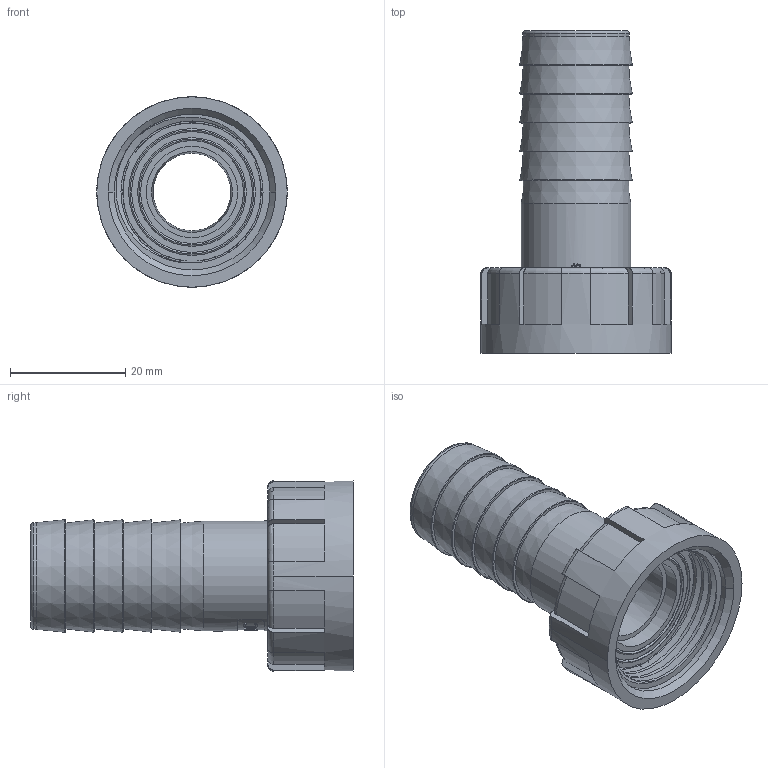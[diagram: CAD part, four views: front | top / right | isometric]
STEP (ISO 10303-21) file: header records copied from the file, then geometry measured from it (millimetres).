
FILE_DESCRIPTION(/* description */ (''),/* implementation_level */ '2;1');
FILE_NAME(/* name */ '3-4x19.stp',/* time_stamp */ '2025-03-27T20:08:03+08:00',/* author */ (''),/* organization */ (''),/* preprocessor_version */ 'ST-DEVELOPER v16.7',/* originating_system */ 'SIEMENS PLM Software NX 12.0',/* authorisation */ '');
FILE_SCHEMA (('AP203_CONFIGURATION_CONTROLLED_3D_DESIGN_OF_MECHANICAL_PARTS_AND_ASSEMBLIES_MIM_LF { 1 0 10303 403 2 1 2}'));
Length unit declared in the file: millimetre
Products named in the file (1): Admi577868FCs6x8
Bounding box: 33 x 55.9 x 33 mm (x, y, z)
Volume: 11846.9 mm3; surface area: 10740.6 mm2
Topology: 3 solids, 3 shells, 236 faces, 616 edges, 403 vertices
Faces by surface type: plane 90, cylinder 62, extrusion 43, torus 27, cone 9, sphere 3, bspline 2
Full cylindrical faces by diameter (mm): 1.316 x1, 1.986 x1, 15.81 x1, 17.816 x1, 18.5 x1, 18.836 x1, 19 x1, 20.944 x1, 21.964 x1, 23.97 x1, 24 x1
Entity records: 9973 total; most frequent: CARTESIAN_POINT 4484, ORIENTED_EDGE 1140, DIRECTION 956, EDGE_CURVE 570, VERTEX_POINT 390, AXIS2_PLACEMENT_3D 346, EDGE_LOOP 290, VECTOR 264
